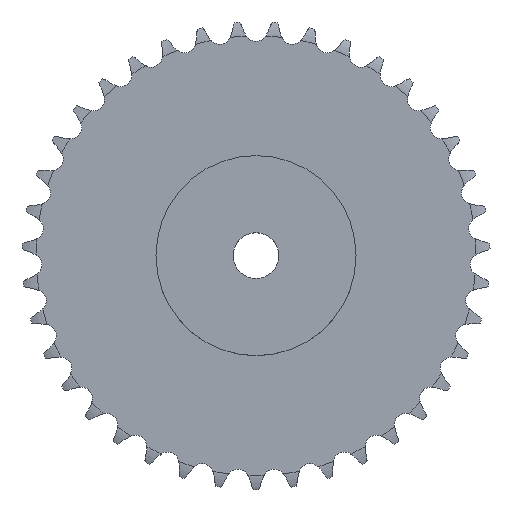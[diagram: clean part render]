
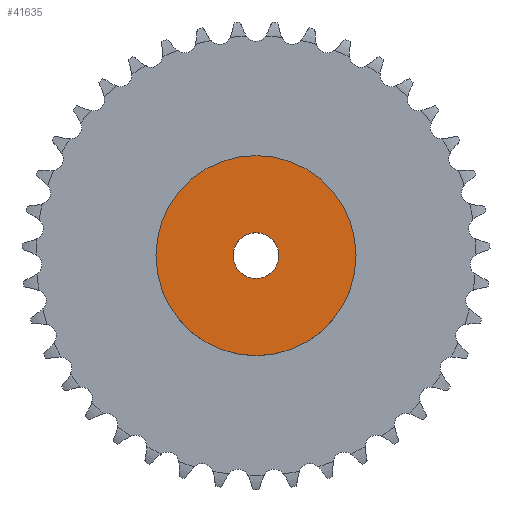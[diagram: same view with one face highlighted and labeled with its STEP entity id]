
A CAD part, top view. The second image highlights one B-rep face of the part: STEP entity #41635.
In plain terms, the highlighted planar face has unit normal (0, 0, 1).
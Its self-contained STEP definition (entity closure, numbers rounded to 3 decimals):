
#7001 = CYLINDRICAL_SURFACE('',#7002,35.);
#7002 = AXIS2_PLACEMENT_3D('',#7003,#7004,#7005);
#7003 = CARTESIAN_POINT('',(0.,0.,0.));
#7004 = DIRECTION('',(-0.,-0.,-1.));
#7005 = DIRECTION('',(1.,0.,0.));
#31142 = VERTEX_POINT('',#31143);
#31143 = CARTESIAN_POINT('',(35.,0.,25.));
#31164 = EDGE_CURVE('',#31142,#31142,#31165,.T.);
#31165 = SURFACE_CURVE('',#31166,(#31171,#31178),.PCURVE_S1.);
#31166 = CIRCLE('',#31167,35.);
#31167 = AXIS2_PLACEMENT_3D('',#31168,#31169,#31170);
#31168 = CARTESIAN_POINT('',(0.,0.,25.));
#31169 = DIRECTION('',(0.,0.,1.));
#31170 = DIRECTION('',(1.,0.,0.));
#31171 = PCURVE('',#7001,#31172);
#31172 = DEFINITIONAL_REPRESENTATION('',(#31173),#31177);
#31173 = LINE('',#31174,#31175);
#31174 = CARTESIAN_POINT('',(-0.,-25.));
#31175 = VECTOR('',#31176,1.);
#31176 = DIRECTION('',(-1.,0.));
#31177 = ( GEOMETRIC_REPRESENTATION_CONTEXT(2) 
PARAMETRIC_REPRESENTATION_CONTEXT() REPRESENTATION_CONTEXT('2D SPACE',''
  ) );
#31178 = PCURVE('',#31179,#31184);
#31179 = PLANE('',#31180);
#31180 = AXIS2_PLACEMENT_3D('',#31181,#31182,#31183);
#31181 = CARTESIAN_POINT('',(0.,0.,25.)
  );
#31182 = DIRECTION('',(0.,0.,1.));
#31183 = DIRECTION('',(1.,0.,0.));
#31184 = DEFINITIONAL_REPRESENTATION('',(#31185),#31189);
#31185 = CIRCLE('',#31186,35.);
#31186 = AXIS2_PLACEMENT_2D('',#31187,#31188);
#31187 = CARTESIAN_POINT('',(0.,0.));
#31188 = DIRECTION('',(1.,0.));
#31189 = ( GEOMETRIC_REPRESENTATION_CONTEXT(2) 
PARAMETRIC_REPRESENTATION_CONTEXT() REPRESENTATION_CONTEXT('2D SPACE',''
  ) );
#37254 = CYLINDRICAL_SURFACE('',#37255,8.);
#37255 = AXIS2_PLACEMENT_3D('',#37256,#37257,#37258);
#37256 = CARTESIAN_POINT('',(0.,0.,247.534));
#37257 = DIRECTION('',(0.,0.,1.));
#37258 = DIRECTION('',(1.,0.,0.));
#41635 = ADVANCED_FACE('',(#41636,#41639),#31179,.T.);
#41636 = FACE_BOUND('',#41637,.T.);
#41637 = EDGE_LOOP('',(#41638));
#41638 = ORIENTED_EDGE('',*,*,#31164,.T.);
#41639 = FACE_BOUND('',#41640,.T.);
#41640 = EDGE_LOOP('',(#41641));
#41641 = ORIENTED_EDGE('',*,*,#41642,.F.);
#41642 = EDGE_CURVE('',#41643,#41643,#41645,.T.);
#41643 = VERTEX_POINT('',#41644);
#41644 = CARTESIAN_POINT('',(8.,0.,25.));
#41645 = SURFACE_CURVE('',#41646,(#41651,#41658),.PCURVE_S1.);
#41646 = CIRCLE('',#41647,8.);
#41647 = AXIS2_PLACEMENT_3D('',#41648,#41649,#41650);
#41648 = CARTESIAN_POINT('',(0.,0.,25.));
#41649 = DIRECTION('',(0.,0.,1.));
#41650 = DIRECTION('',(1.,0.,0.));
#41651 = PCURVE('',#31179,#41652);
#41652 = DEFINITIONAL_REPRESENTATION('',(#41653),#41657);
#41653 = CIRCLE('',#41654,8.);
#41654 = AXIS2_PLACEMENT_2D('',#41655,#41656);
#41655 = CARTESIAN_POINT('',(0.,0.));
#41656 = DIRECTION('',(1.,0.));
#41657 = ( GEOMETRIC_REPRESENTATION_CONTEXT(2) 
PARAMETRIC_REPRESENTATION_CONTEXT() REPRESENTATION_CONTEXT('2D SPACE',''
  ) );
#41658 = PCURVE('',#37254,#41659);
#41659 = DEFINITIONAL_REPRESENTATION('',(#41660),#41664);
#41660 = LINE('',#41661,#41662);
#41661 = CARTESIAN_POINT('',(0.,-222.534));
#41662 = VECTOR('',#41663,1.);
#41663 = DIRECTION('',(1.,0.));
#41664 = ( GEOMETRIC_REPRESENTATION_CONTEXT(2) 
PARAMETRIC_REPRESENTATION_CONTEXT() REPRESENTATION_CONTEXT('2D SPACE',''
  ) );
